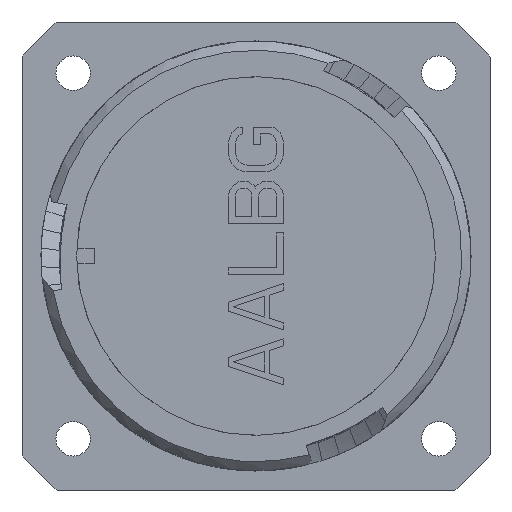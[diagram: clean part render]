
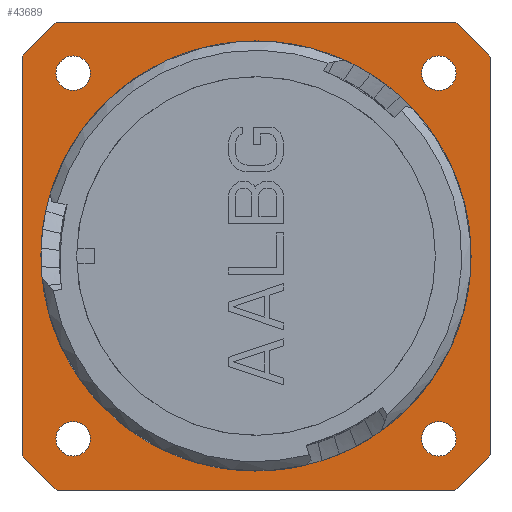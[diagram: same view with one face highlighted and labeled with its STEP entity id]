
A CAD part, left-side view. The second image highlights one B-rep face of the part: STEP entity #43689.
In plain terms, the highlighted planar face has unit normal (-1, 0, 0).
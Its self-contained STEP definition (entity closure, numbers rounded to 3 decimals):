
#593=CARTESIAN_POINT('',(24.05,0.,0.));
#594=DIRECTION('',(1.,0.,0.));
#595=DIRECTION('',(0.,1.,0.));
#596=AXIS2_PLACEMENT_3D('',#593,#594,#595);
#1603=CARTESIAN_POINT('',(24.05,0.,0.));
#1604=DIRECTION('',(-1.,0.,0.));
#1605=DIRECTION('',(0.,1.,0.));
#1606=AXIS2_PLACEMENT_3D('',#1603,#1604,#1605);
#2947=DIRECTION('',(0.,0.,1.));
#2948=VECTOR('',#2947,43.192);
#2949=CARTESIAN_POINT('',(24.05,25.4,-21.596));
#2950=LINE('3762',#2949,#2948);
#2951=CARTESIAN_POINT('',(24.05,0.,0.));
#2952=DIRECTION('',(1.,0.,0.));
#2953=DIRECTION('',(0.,0.762,0.648));
#2954=AXIS2_PLACEMENT_3D('',#2951,#2952,#2953);
#2956=DIRECTION('',(0.,-1.,0.));
#2957=VECTOR('',#2956,43.192);
#2958=CARTESIAN_POINT('',(24.05,21.596,25.4));
#2959=LINE('3146',#2958,#2957);
#2960=CARTESIAN_POINT('',(24.05,0.,0.));
#2961=DIRECTION('',(1.,0.,0.));
#2962=DIRECTION('',(0.,-0.648,0.762));
#2963=AXIS2_PLACEMENT_3D('',#2960,#2961,#2962);
#2965=DIRECTION('',(0.,0.,-1.));
#2966=VECTOR('',#2965,43.192);
#2967=CARTESIAN_POINT('',(24.05,-25.4,21.596));
#2968=LINE('3145',#2967,#2966);
#2969=CARTESIAN_POINT('',(24.05,0.,0.));
#2970=DIRECTION('',(-1.,0.,0.));
#2971=DIRECTION('',(0.,-0.648,-0.762));
#2972=AXIS2_PLACEMENT_3D('',#2969,#2970,#2971);
#2974=DIRECTION('',(0.,1.,0.));
#2975=VECTOR('',#2974,43.192);
#2976=CARTESIAN_POINT('',(24.05,-21.596,-25.4));
#2977=LINE('3144',#2976,#2975);
#2978=CARTESIAN_POINT('',(24.05,0.,0.));
#2979=DIRECTION('',(-1.,0.,0.));
#2980=DIRECTION('',(0.,0.762,-0.648));
#2981=AXIS2_PLACEMENT_3D('',#2978,#2979,#2980);
#2983=CARTESIAN_POINT('',(24.05,19.85,-19.85));
#2984=DIRECTION('',(1.,0.,0.));
#2985=DIRECTION('',(0.,0.,-1.));
#2986=AXIS2_PLACEMENT_3D('',#2983,#2984,#2985);
#2988=CARTESIAN_POINT('',(24.05,19.85,-19.85));
#2989=DIRECTION('',(1.,0.,0.));
#2990=DIRECTION('',(0.,0.,1.));
#2991=AXIS2_PLACEMENT_3D('',#2988,#2989,#2990);
#2993=CARTESIAN_POINT('',(24.05,19.85,19.85));
#2994=DIRECTION('',(1.,0.,0.));
#2995=DIRECTION('',(0.,0.,-1.));
#2996=AXIS2_PLACEMENT_3D('',#2993,#2994,#2995);
#2998=CARTESIAN_POINT('',(24.05,19.85,19.85));
#2999=DIRECTION('',(1.,0.,0.));
#3000=DIRECTION('',(0.,0.,1.));
#3001=AXIS2_PLACEMENT_3D('',#2998,#2999,#3000);
#3003=CARTESIAN_POINT('',(24.05,-19.85,19.85));
#3004=DIRECTION('',(1.,0.,0.));
#3005=DIRECTION('',(0.,0.,-1.));
#3006=AXIS2_PLACEMENT_3D('',#3003,#3004,#3005);
#3008=CARTESIAN_POINT('',(24.05,-19.85,19.85));
#3009=DIRECTION('',(1.,0.,0.));
#3010=DIRECTION('',(0.,0.,1.));
#3011=AXIS2_PLACEMENT_3D('',#3008,#3009,#3010);
#3013=CARTESIAN_POINT('',(24.05,-19.85,-19.85));
#3014=DIRECTION('',(1.,0.,0.));
#3015=DIRECTION('',(0.,0.,-1.));
#3016=AXIS2_PLACEMENT_3D('',#3013,#3014,#3015);
#3018=CARTESIAN_POINT('',(24.05,-19.85,-19.85));
#3019=DIRECTION('',(1.,0.,0.));
#3020=DIRECTION('',(0.,0.,1.));
#3021=AXIS2_PLACEMENT_3D('',#3018,#3019,#3020);
#32055=CARTESIAN_POINT('',(24.05,23.34,0.));
#32056=CARTESIAN_POINT('',(24.05,-23.34,0.));
#32057=VERTEX_POINT('',#32055);
#32058=VERTEX_POINT('',#32056);
#32071=CARTESIAN_POINT('',(24.05,-21.596,-25.4));
#32072=CARTESIAN_POINT('',(24.05,21.596,-25.4));
#32073=VERTEX_POINT('',#32071);
#32074=VERTEX_POINT('',#32072);
#32075=CARTESIAN_POINT('',(24.05,-25.4,21.596));
#32076=CARTESIAN_POINT('',(24.05,-25.4,-21.596));
#32077=VERTEX_POINT('',#32075);
#32078=VERTEX_POINT('',#32076);
#32079=CARTESIAN_POINT('',(24.05,21.596,25.4));
#32080=CARTESIAN_POINT('',(24.05,-21.596,25.4));
#32081=VERTEX_POINT('',#32079);
#32082=VERTEX_POINT('',#32080);
#32206=CARTESIAN_POINT('',(24.05,19.85,-21.715));
#32207=CARTESIAN_POINT('',(24.05,19.85,-17.985));
#32208=VERTEX_POINT('',#32206);
#32209=VERTEX_POINT('',#32207);
#32210=CARTESIAN_POINT('',(24.05,19.85,17.985));
#32211=CARTESIAN_POINT('',(24.05,19.85,21.715));
#32212=VERTEX_POINT('',#32210);
#32213=VERTEX_POINT('',#32211);
#32214=CARTESIAN_POINT('',(24.05,-19.85,17.985));
#32215=CARTESIAN_POINT('',(24.05,-19.85,21.715));
#32216=VERTEX_POINT('',#32214);
#32217=VERTEX_POINT('',#32215);
#32218=CARTESIAN_POINT('',(24.05,-19.85,-21.715));
#32219=CARTESIAN_POINT('',(24.05,-19.85,-17.985));
#32220=VERTEX_POINT('',#32218);
#32221=VERTEX_POINT('',#32219);
#32222=CARTESIAN_POINT('',(24.05,25.4,21.596));
#32224=VERTEX_POINT('',#32222);
#32226=CARTESIAN_POINT('',(24.05,25.4,-21.596));
#32228=VERTEX_POINT('',#32226);
#43638=CARTESIAN_POINT('',(24.05,0.,0.));
#43639=DIRECTION('',(1.,0.,0.));
#43640=DIRECTION('',(0.,-1.,0.));
#43641=AXIS2_PLACEMENT_3D('',#43638,#43639,#43640);
#43642=PLANE('249',#43641);
#43644=ORIENTED_EDGE('3762',*,*,#43643,.T.);
#43646=ORIENTED_EDGE('3295',*,*,#43645,.T.);
#43648=ORIENTED_EDGE('3146',*,*,#43647,.T.);
#43650=ORIENTED_EDGE('3296',*,*,#43649,.T.);
#43652=ORIENTED_EDGE('3145',*,*,#43651,.T.);
#43654=ORIENTED_EDGE('3300',*,*,#43653,.F.);
#43656=ORIENTED_EDGE('3144',*,*,#43655,.T.);
#43658=ORIENTED_EDGE('3299',*,*,#43657,.F.);
#43659=EDGE_LOOP('249',(#43644,#43646,#43648,#43650,#43652,#43654,#43656,
#43658));
#43660=FACE_OUTER_BOUND('249',#43659,.F.);
#43661=ORIENTED_EDGE('3140',*,*,#40527,.T.);
#43662=ORIENTED_EDGE('3139',*,*,#38204,.F.);
#43663=EDGE_LOOP('249',(#43661,#43662));
#43664=FACE_BOUND('249',#43663,.F.);
#43666=ORIENTED_EDGE('3267',*,*,#43665,.F.);
#43668=ORIENTED_EDGE('3268',*,*,#43667,.F.);
#43669=EDGE_LOOP('249',(#43666,#43668));
#43670=FACE_BOUND('249',#43669,.F.);
#43672=ORIENTED_EDGE('3269',*,*,#43671,.F.);
#43674=ORIENTED_EDGE('3270',*,*,#43673,.F.);
#43675=EDGE_LOOP('249',(#43672,#43674));
#43676=FACE_BOUND('249',#43675,.F.);
#43678=ORIENTED_EDGE('3271',*,*,#43677,.F.);
#43680=ORIENTED_EDGE('3272',*,*,#43679,.F.);
#43681=EDGE_LOOP('249',(#43678,#43680));
#43682=FACE_BOUND('249',#43681,.F.);
#43684=ORIENTED_EDGE('3273',*,*,#43683,.F.);
#43686=ORIENTED_EDGE('3274',*,*,#43685,.F.);
#43687=EDGE_LOOP('249',(#43684,#43686));
#43688=FACE_BOUND('249',#43687,.F.);
#597=CIRCLE('3139',#596,23.34);
#1607=CIRCLE('3140',#1606,23.34);
#2955=CIRCLE('3295',#2954,33.34);
#2964=CIRCLE('3296',#2963,33.34);
#2973=CIRCLE('3300',#2972,33.34);
#2982=CIRCLE('3299',#2981,33.34);
#2987=CIRCLE('3267',#2986,1.865);
#2992=CIRCLE('3268',#2991,1.865);
#2997=CIRCLE('3269',#2996,1.865);
#3002=CIRCLE('3270',#3001,1.865);
#3007=CIRCLE('3271',#3006,1.865);
#3012=CIRCLE('3272',#3011,1.865);
#3017=CIRCLE('3273',#3016,1.865);
#3022=CIRCLE('3274',#3021,1.865);
#38204=EDGE_CURVE('3139',#32057,#32058,#597,.T.);
#40527=EDGE_CURVE('3140',#32057,#32058,#1607,.T.);
#43643=EDGE_CURVE('3762',#32228,#32224,#2950,.T.);
#43645=EDGE_CURVE('3295',#32224,#32081,#2955,.T.);
#43647=EDGE_CURVE('3146',#32081,#32082,#2959,.T.);
#43649=EDGE_CURVE('3296',#32082,#32077,#2964,.T.);
#43651=EDGE_CURVE('3145',#32077,#32078,#2968,.T.);
#43653=EDGE_CURVE('3300',#32073,#32078,#2973,.T.);
#43655=EDGE_CURVE('3144',#32073,#32074,#2977,.T.);
#43657=EDGE_CURVE('3299',#32228,#32074,#2982,.T.);
#43665=EDGE_CURVE('3267',#32208,#32209,#2987,.T.);
#43667=EDGE_CURVE('3268',#32209,#32208,#2992,.T.);
#43671=EDGE_CURVE('3269',#32212,#32213,#2997,.T.);
#43673=EDGE_CURVE('3270',#32213,#32212,#3002,.T.);
#43677=EDGE_CURVE('3271',#32216,#32217,#3007,.T.);
#43679=EDGE_CURVE('3272',#32217,#32216,#3012,.T.);
#43683=EDGE_CURVE('3273',#32220,#32221,#3017,.T.);
#43685=EDGE_CURVE('3274',#32221,#32220,#3022,.T.);
#43689=ADVANCED_FACE('249',(#43660,#43664,#43670,#43676,#43682,#43688),#43642,
.F.);
